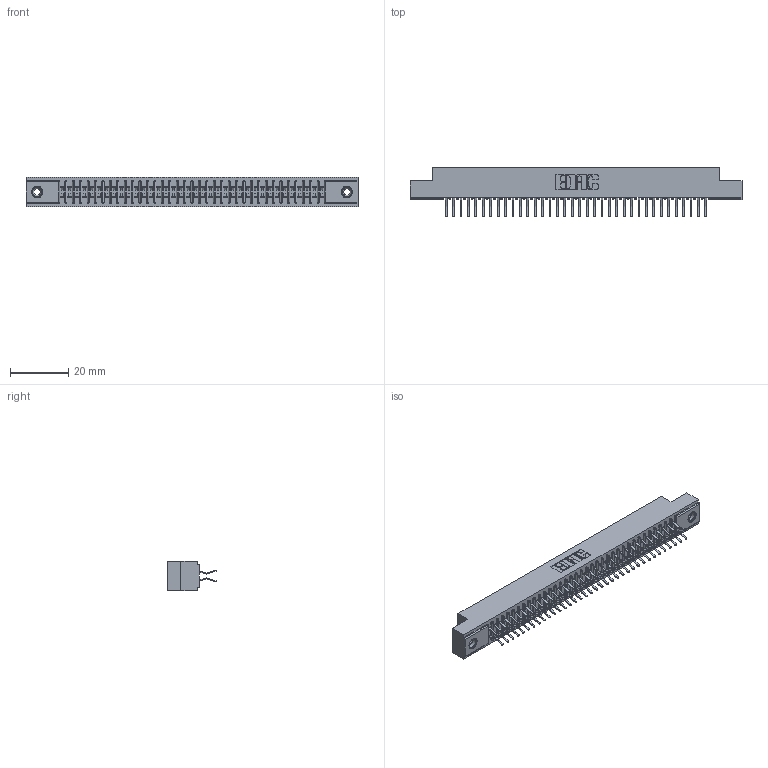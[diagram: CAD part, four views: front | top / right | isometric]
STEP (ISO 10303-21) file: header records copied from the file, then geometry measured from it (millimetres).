
FILE_DESCRIPTION (( 'STEP AP203' ), '1' );
FILE_NAME ('391-072-556-208.STEP', '2018-08-09T14:30:20', ( '' ), ( '' ), 'SwSTEP 2.0', 'SolidWorks 2016', '' );
FILE_SCHEMA (( 'CONFIG_CONTROL_DESIGN' ));
Length unit declared in the file: inch
Products named in the file (4): 341 Part_.156 (3.96) Dia Mounting Holes; 341-292-001_341-292-156; 345-250-001_345-250-003-102; 391-072-556-208
Assembly tree (75 placements, depth 2):
  391-072-556-208
    341 Part_.156 (3.96) Dia Mounting Holes
    341-292-001_341-292-156  x72
    345-250-001_345-250-003-102  x2
Bounding box: 113.67 x 17.07 x 10.16 mm (x, y, z)
Volume: 8404.7 mm3; surface area: 14920.9 mm2
Topology: 75 solids, 75 shells, 5216 faces, 15104 edges, 9794 vertices
Faces by surface type: plane 2980, cylinder 2076, sphere 74, torus 74, cone 12
Entity records: 45692 total; most frequent: CARTESIAN_POINT 7579, ORIENTED_EDGE 7524, DIRECTION 7374, EDGE_CURVE 3762, VECTOR 3024, LINE 3024, VERTEX_POINT 2380, AXIS2_PLACEMENT_3D 2175
